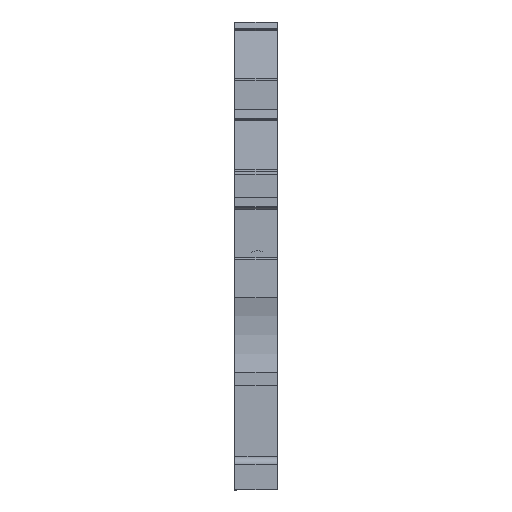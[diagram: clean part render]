
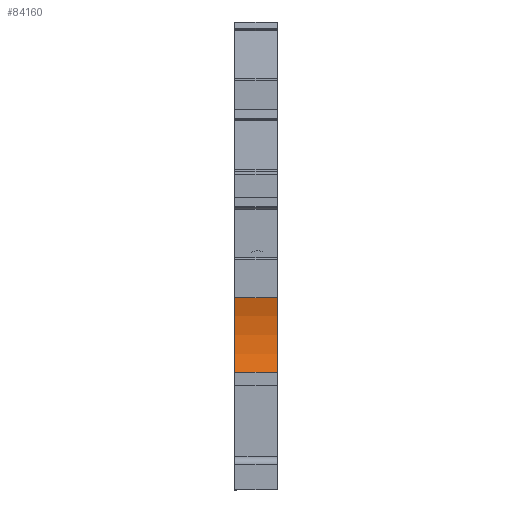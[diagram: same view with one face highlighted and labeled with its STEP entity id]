
A CAD part, front view. The second image highlights one B-rep face of the part: STEP entity #84160.
In plain terms, the highlighted cylindrical face has radius 15 mm (diameter 30 mm), a partial arc.
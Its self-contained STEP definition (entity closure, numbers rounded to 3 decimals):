
#11010=CARTESIAN_POINT('',(136.322,-5.236,
48.52));
#11020=VERTEX_POINT('',#11010);
#11050=CARTESIAN_POINT('',(150.62,-0.701,
48.52));
#11060=DIRECTION('',(0.,0.,1.));
#11070=DIRECTION('',(1.,0.002,
0.));
#11080=AXIS2_PLACEMENT_3D('',#11050,#11060,#11070);
#11090=CIRCLE('',#11080,15.);
#11100=CARTESIAN_POINT('',(136.3,3.764,
48.52));
#11110=VERTEX_POINT('',#11100);
#11120=EDGE_CURVE('',#11110,#11020,#11090,.T.);
#12050=CARTESIAN_POINT('',(136.3,3.764,
53.67));
#12060=VERTEX_POINT('',#12050);
#12090=CARTESIAN_POINT('',(150.62,-0.701,
53.67));
#12100=DIRECTION('',(0.,0.,1.));
#12110=DIRECTION('',(1.,0.002,
0.));
#12120=AXIS2_PLACEMENT_3D('',#12090,#12100,#12110);
#12130=CIRCLE('',#12120,15.);
#12140=CARTESIAN_POINT('',(136.322,-5.236,
53.67));
#12150=VERTEX_POINT('',#12140);
#12160=EDGE_CURVE('',#12060,#12150,#12130,.T.);
#83360=CARTESIAN_POINT('',(136.3,3.764,
53.67));
#83370=DIRECTION('',(0.,0.,1.));
#83380=VECTOR('',#83370,1.);
#83390=LINE('',#83360,#83380);
#83400=EDGE_CURVE('',#11110,#12060,#83390,.T.);
#83580=CARTESIAN_POINT('',(136.322,-5.236,
53.67));
#83590=DIRECTION('',(0.,0.,1.));
#83600=VECTOR('',#83590,1.);
#83610=LINE('',#83580,#83600);
#83620=EDGE_CURVE('',#11020,#12150,#83610,.T.);
#84050=CARTESIAN_POINT('',(150.62,-0.701,
53.67));
#84060=DIRECTION('',(0.,0.,1.));
#84070=DIRECTION('',(1.,0.002,
0.));
#84080=AXIS2_PLACEMENT_3D('',#84050,#84060,#84070);
#84090=CYLINDRICAL_SURFACE('',#84080,15.);
#84100=ORIENTED_EDGE('',*,*,#12160,.T.);
#84110=ORIENTED_EDGE('',*,*,#83400,.T.);
#84120=ORIENTED_EDGE('',*,*,#11120,.F.);
#84130=ORIENTED_EDGE('',*,*,#83620,.F.);
#84140=EDGE_LOOP('',(#84130,#84120,#84110,#84100));
#84150=FACE_OUTER_BOUND('',#84140,.T.);
#84160=ADVANCED_FACE('',(#84150),#84090,.F.);
